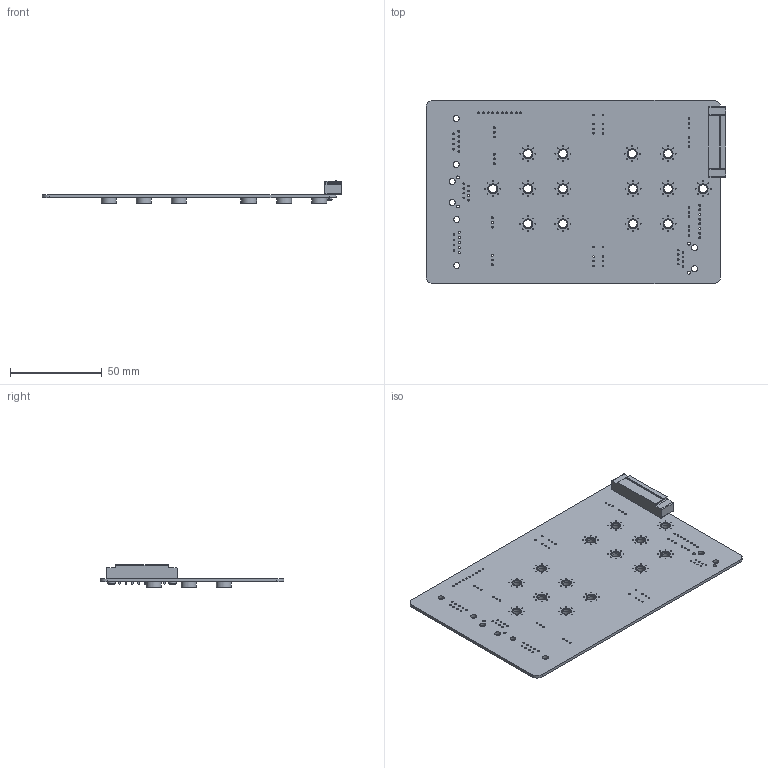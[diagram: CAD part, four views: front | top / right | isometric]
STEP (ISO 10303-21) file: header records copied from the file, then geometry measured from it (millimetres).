
FILE_DESCRIPTION(('KiCad electronic assembly'),'2;1');
FILE_NAME('contact_checker.step','2022-08-25T21:06:56',('Pcbnew'),( 'Kicad'),'Open CASCADE STEP processor 7.5','KiCad to STEP converter' ,'Unknown');
FILE_SCHEMA(('AUTOMOTIVE_DESIGN { 1 0 10303 214 1 1 1 1 }'));
Length unit declared in the file: millimetre
Products named in the file (6): contact_checker 1; PhoenixContact_MC_1,5_8-GF-3.5_1x08_P3.50mm_Horizontal_ThreadedFlange_
MountHole; SOLID; Mounting_Wuerth_WA-SMSI-4.5mm_H3mm_9774030482; contact_checker PCB
Assembly tree (18 placements, depth 3):
  contact_checker 1
    PhoenixContact_MC_1,5_8-GF-3.5_1x08_P3.50mm_Horizontal_ThreadedFlange_
MountHole
      SOLID
    Mounting_Wuerth_WA-SMSI-4.5mm_H3mm_9774030482  x14
      SOLID
    contact_checker PCB
Bounding box: 162.9 x 100 x 12.25 mm (x, y, z)
Volume: 28131.2 mm3; surface area: 39308.7 mm2
Topology: 16 solids, 16 shells, 644 faces, 1638 edges, 1072 vertices
Faces by surface type: bspline 394, cylinder 244, plane 6
Full cylindrical faces by diameter (mm): 0.5 x112, 0.8 x16, 0.9 x16, 1 x60, 1.2 x8, 1.6 x4, 2.4 x2, 3.2 x4, 3.25 x4, 5.4 x14
Entity records: 40699 total; most frequent: CARTESIAN_POINT 11727, DIRECTION 3258, ORIENTED_EDGE 3042, PCURVE 3042, DEFINITIONAL_REPRESENTATION 3042, B_SPLINE_CURVE_WITH_KNOTS 2209, EDGE_CURVE 1521, SURFACE_CURVE 1272
